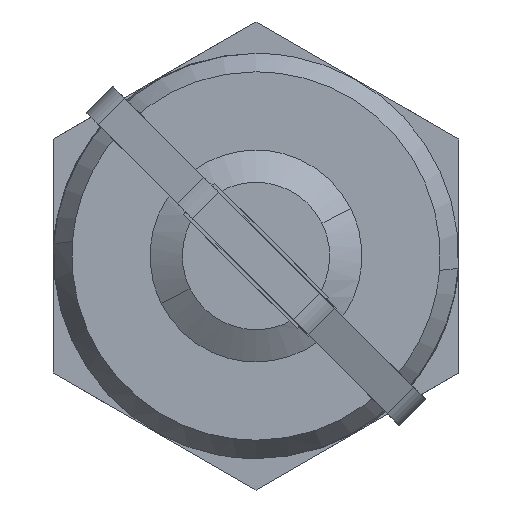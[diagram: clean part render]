
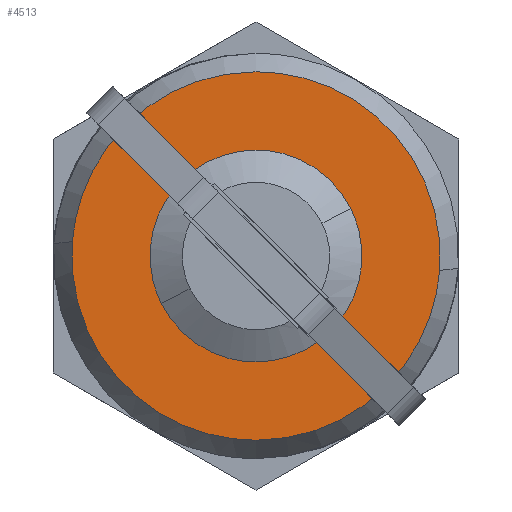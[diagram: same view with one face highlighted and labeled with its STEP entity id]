
A CAD part, front view. The second image highlights one B-rep face of the part: STEP entity #4513.
In plain terms, the highlighted free-form (B-spline) face has degree [1, 1] with [2, 2] control points.
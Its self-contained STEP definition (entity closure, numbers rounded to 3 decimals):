
#4329=CARTESIAN_POINT('',(-9.969,-2.5,0.785));
#4330=VERTEX_POINT('',#4329);
#4336=CARTESIAN_POINT('',(0.,-2.5,10.0));
#4337=VERTEX_POINT('',#4336);
#4338=CARTESIAN_POINT('',(0.,-2.5,10.0));
#4339=CARTESIAN_POINT('',(-9.244,-2.5,10.));
#4340=CARTESIAN_POINT('',(-9.969,-2.5,0.785));
#4348=(BOUNDED_CURVE()B_SPLINE_CURVE(2,(#4338,#4339,#4340),.UNSPECIFIED.,.F.,.U.)B_SPLINE_CURVE_WITH_KNOTS((3,3),(0.0,0.236),.UNSPECIFIED.)CURVE()GEOMETRIC_REPRESENTATION_ITEM()RATIONAL_B_SPLINE_CURVE((1.0,0.723,0.97))REPRESENTATION_ITEM(''));
#4349=EDGE_CURVE('',#4337,#4330,#4348,.T.);
#4351=CARTESIAN_POINT('',(9.969,-2.5,-0.785));
#4352=VERTEX_POINT('',#4351);
#4353=CARTESIAN_POINT('',(9.969,-2.5,-0.785));
#4354=CARTESIAN_POINT('',(10.,-2.5,-0.393));
#4355=CARTESIAN_POINT('',(10.,-2.5,0.));
#4356=CARTESIAN_POINT('',(10.,-2.5,10.));
#4357=CARTESIAN_POINT('',(0.,-2.5,10.0));
#4365=(BOUNDED_CURVE()B_SPLINE_CURVE(2,(#4353,#4354,#4355,#4356,#4357),.UNSPECIFIED.,.F.,.U.)B_SPLINE_CURVE_WITH_KNOTS((3,2,3),(0.736,0.75,1.0),.UNSPECIFIED.)CURVE()GEOMETRIC_REPRESENTATION_ITEM()RATIONAL_B_SPLINE_CURVE((0.97,0.984,1.0,0.707,1.0))REPRESENTATION_ITEM(''));
#4366=EDGE_CURVE('',#4352,#4337,#4365,.T.);
#4402=CARTESIAN_POINT('',(0.,-2.5,-10.0));
#4403=VERTEX_POINT('',#4402);
#4404=CARTESIAN_POINT('',(0.,-2.5,-10.0));
#4405=CARTESIAN_POINT('',(9.244,-2.5,-10.));
#4406=CARTESIAN_POINT('',(9.969,-2.5,-0.785));
#4414=(BOUNDED_CURVE()B_SPLINE_CURVE(2,(#4404,#4405,#4406),.UNSPECIFIED.,.F.,.U.)B_SPLINE_CURVE_WITH_KNOTS((3,3),(0.5,0.736),.UNSPECIFIED.)CURVE()GEOMETRIC_REPRESENTATION_ITEM()RATIONAL_B_SPLINE_CURVE((1.0,0.723,0.97))REPRESENTATION_ITEM(''));
#4415=EDGE_CURVE('',#4403,#4352,#4414,.T.);
#4417=CARTESIAN_POINT('',(-9.969,-2.5,0.785));
#4418=CARTESIAN_POINT('',(-10.,-2.5,0.393));
#4419=CARTESIAN_POINT('',(-10.,-2.5,0.));
#4420=CARTESIAN_POINT('',(-10.,-2.5,-10.));
#4421=CARTESIAN_POINT('',(0.,-2.5,-10.0));
#4429=(BOUNDED_CURVE()B_SPLINE_CURVE(2,(#4417,#4418,#4419,#4420,#4421),.UNSPECIFIED.,.F.,.U.)B_SPLINE_CURVE_WITH_KNOTS((3,2,3),(0.236,0.25,0.5),.UNSPECIFIED.)CURVE()GEOMETRIC_REPRESENTATION_ITEM()RATIONAL_B_SPLINE_CURVE((0.97,0.984,1.0,0.707,1.0))REPRESENTATION_ITEM(''));
#4430=EDGE_CURVE('',#4330,#4403,#4429,.T.);
#4436=CARTESIAN_POINT('',(10.996,-2.5,-10.999));
#4437=CARTESIAN_POINT('',(10.996,-2.5,10.999));
#4438=CARTESIAN_POINT('',(-10.996,-2.5,-10.999));
#4439=CARTESIAN_POINT('',(-10.996,-2.5,10.999));
#4440=B_SPLINE_SURFACE_WITH_KNOTS('',1,1,((#4436,#4438),(#4437,#4439)),.UNSPECIFIED.,.F.,.F.,.U.,(2,2),(2,2),(0.0,21.998),(0.0,21.992),.UNSPECIFIED.);
#4441=ORIENTED_EDGE('',*,*,#4349,.T.);
#4442=ORIENTED_EDGE('',*,*,#4430,.T.);
#4443=ORIENTED_EDGE('',*,*,#4415,.T.);
#4444=ORIENTED_EDGE('',*,*,#4366,.T.);
#4445=EDGE_LOOP('',(#4441,#4442,#4443,#4444));
#4446=FACE_OUTER_BOUND('',#4445,.T.);
#4447=CARTESIAN_POINT('',(0.,-2.5,5.75));
#4448=VERTEX_POINT('',#4447);
#4449=CARTESIAN_POINT('',(-5.146,-2.5,-2.566));
#4450=VERTEX_POINT('',#4449);
#4451=CARTESIAN_POINT('',(0.,-2.5,5.75));
#4452=CARTESIAN_POINT('',(-5.75,-2.5,5.75));
#4453=CARTESIAN_POINT('',(-5.75,-2.5,0.));
#4454=CARTESIAN_POINT('',(-5.75,-2.5,-1.354));
#4455=CARTESIAN_POINT('',(-5.146,-2.5,-2.566));
#4463=(BOUNDED_CURVE()B_SPLINE_CURVE(2,(#4451,#4452,#4453,#4454,#4455),.UNSPECIFIED.,.F.,.U.)B_SPLINE_CURVE_WITH_KNOTS((3,2,3),(0.0,0.25,0.326),.UNSPECIFIED.)CURVE()GEOMETRIC_REPRESENTATION_ITEM()RATIONAL_B_SPLINE_CURVE((1.0,0.707,1.0,0.911,0.876))REPRESENTATION_ITEM(''));
#4464=EDGE_CURVE('',#4448,#4450,#4463,.T.);
#4465=ORIENTED_EDGE('',*,*,#4464,.F.);
#4466=CARTESIAN_POINT('',(5.146,-2.5,2.566));
#4467=VERTEX_POINT('',#4466);
#4468=CARTESIAN_POINT('',(5.146,-2.5,2.566));
#4469=CARTESIAN_POINT('',(3.558,-2.5,5.75));
#4470=CARTESIAN_POINT('',(0.,-2.5,5.75));
#4478=(BOUNDED_CURVE()B_SPLINE_CURVE(2,(#4468,#4469,#4470),.UNSPECIFIED.,.F.,.U.)B_SPLINE_CURVE_WITH_KNOTS((3,3),(0.826,1.0),.UNSPECIFIED.)CURVE()GEOMETRIC_REPRESENTATION_ITEM()RATIONAL_B_SPLINE_CURVE((0.876,0.796,1.0))REPRESENTATION_ITEM(''));
#4479=EDGE_CURVE('',#4467,#4448,#4478,.T.);
#4480=ORIENTED_EDGE('',*,*,#4479,.F.);
#4481=CARTESIAN_POINT('',(0.,-2.5,-5.75));
#4482=VERTEX_POINT('',#4481);
#4483=CARTESIAN_POINT('',(0.,-2.5,-5.75));
#4484=CARTESIAN_POINT('',(5.75,-2.5,-5.75));
#4485=CARTESIAN_POINT('',(5.75,-2.5,0.));
#4486=CARTESIAN_POINT('',(5.75,-2.5,1.354));
#4487=CARTESIAN_POINT('',(5.146,-2.5,2.566));
#4495=(BOUNDED_CURVE()B_SPLINE_CURVE(2,(#4483,#4484,#4485,#4486,#4487),.UNSPECIFIED.,.F.,.U.)B_SPLINE_CURVE_WITH_KNOTS((3,2,3),(0.5,0.75,0.826),.UNSPECIFIED.)CURVE()GEOMETRIC_REPRESENTATION_ITEM()RATIONAL_B_SPLINE_CURVE((1.0,0.707,1.0,0.911,0.876))REPRESENTATION_ITEM(''));
#4496=EDGE_CURVE('',#4482,#4467,#4495,.T.);
#4497=ORIENTED_EDGE('',*,*,#4496,.F.);
#4498=CARTESIAN_POINT('',(-5.146,-2.5,-2.566));
#4499=CARTESIAN_POINT('',(-3.558,-2.5,-5.75));
#4500=CARTESIAN_POINT('',(0.,-2.5,-5.75));
#4508=(BOUNDED_CURVE()B_SPLINE_CURVE(2,(#4498,#4499,#4500),.UNSPECIFIED.,.F.,.U.)B_SPLINE_CURVE_WITH_KNOTS((3,3),(0.326,0.5),.UNSPECIFIED.)CURVE()GEOMETRIC_REPRESENTATION_ITEM()RATIONAL_B_SPLINE_CURVE((0.876,0.796,1.0))REPRESENTATION_ITEM(''));
#4509=EDGE_CURVE('',#4450,#4482,#4508,.T.);
#4510=ORIENTED_EDGE('',*,*,#4509,.F.);
#4511=EDGE_LOOP('',(#4465,#4480,#4497,#4510));
#4512=FACE_BOUND('',#4511,.T.);
#4513=ADVANCED_FACE('',(#4446,#4512),#4440,.T.);
